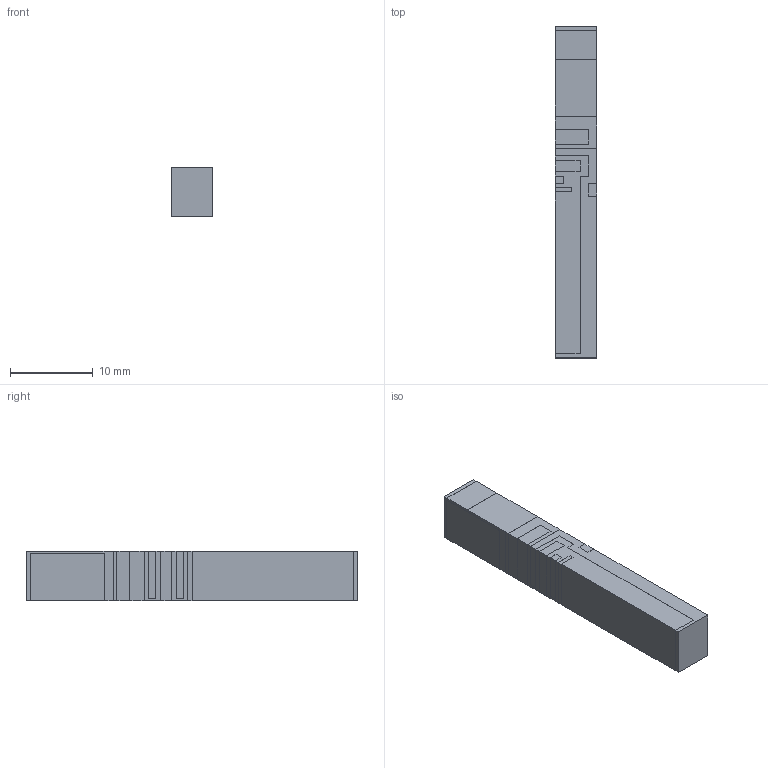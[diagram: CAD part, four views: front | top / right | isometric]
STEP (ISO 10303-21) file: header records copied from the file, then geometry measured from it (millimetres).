
FILE_DESCRIPTION(/* description */ ('Unknown'),/* implementation_level */ '2;1');
FILE_NAME(/* name */ '7488918022',/* time_stamp */ '2020-01-28T14:27:09+01:00',/* author */ ('Unknown'),/* organization */ ('Unknown'),/* preprocessor_version */ 'ST-DEVELOPER v16.7',/* originating_system */ 'DEX',/* authorisation */ $);
FILE_SCHEMA (('AUTOMOTIVE_DESIGN {1 0 10303 214 3 1 1}'));
Length unit declared in the file: millimetre
Products named in the file (1): 7488918022
Bounding box: 5 x 40 x 6 mm (x, y, z)
Volume: 930.5 mm3; surface area: 1184.4 mm2
Topology: 1 solids, 1 shells, 116 faces, 331 edges, 219 vertices
Faces by surface type: plane 116
Entity records: 4531 total; most frequent: CARTESIAN_POINT 667, ORIENTED_EDGE 662, DIRECTION 565, EDGE_CURVE 331, LINE 331, VECTOR 331, VERTEX_POINT 219, EDGE_LOOP 118
